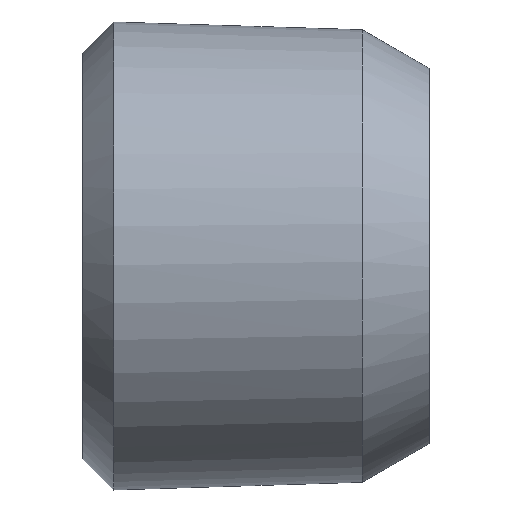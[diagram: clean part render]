
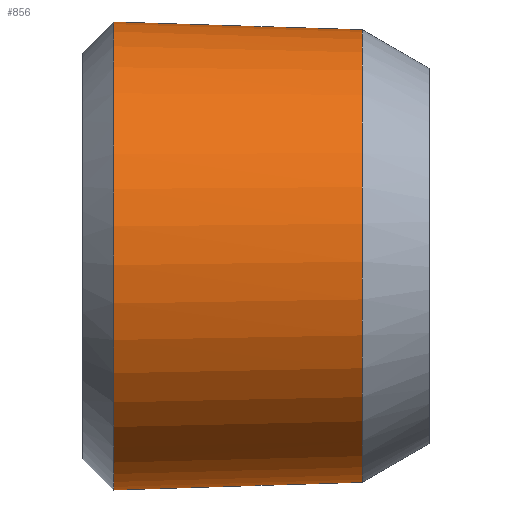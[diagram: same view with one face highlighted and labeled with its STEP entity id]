
A CAD part, left-side view. The second image highlights one B-rep face of the part: STEP entity #856.
In plain terms, the highlighted free-form (B-spline) face has degree [1, 3] with [2, 4] control points.
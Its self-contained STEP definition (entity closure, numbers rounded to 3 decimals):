
#36 = CARTESIAN_POINT ( 'NONE',  ( 0., 9.1, -6.744 ) ) ;
#136 = EDGE_CURVE ( 'NONE', #1125, #982, #1178, .T. ) ;
#169 =( BOUNDED_SURFACE ( )  B_SPLINE_SURFACE ( 1, 3, ( 
 ( #457, #1004, #359, #172 ),
 ( #352, #1010, #1020, #819 ) ),
 .UNSPECIFIED., .F., .F., .F. ) 
 B_SPLINE_SURFACE_WITH_KNOTS ( ( 2, 2 ),
 ( 4, 4 ),
 ( 0., 1. ),
 ( 0., 1. ),
 .UNSPECIFIED. ) 
 GEOMETRIC_REPRESENTATION_ITEM ( )  RATIONAL_B_SPLINE_SURFACE ( (
 ( 1., 0.333, 0.333, 1.),
 ( 1., 0.333, 0.333, 1.) ) ) 
 REPRESENTATION_ITEM ( '' )  SURFACE ( )  );
#172 = CARTESIAN_POINT ( 'NONE',  ( 0., 1.94, 6.52 ) ) ;
#180 = CARTESIAN_POINT ( 'NONE',  ( 0., 1.94, -6.52 ) ) ;
#252 = B_SPLINE_CURVE_WITH_KNOTS ( 'NONE', 1,
 ( #686, #775 ),
 .UNSPECIFIED., .F., .F.,
 ( 2, 2 ),
 ( -1., 0. ),
 .UNSPECIFIED. ) ;
#258 = CARTESIAN_POINT ( 'NONE',  ( -13.04, 1.94, 6.52 ) ) ;
#267 = ORIENTED_EDGE ( 'NONE', *, *, #1119, .F. ) ;
#302 = EDGE_CURVE ( 'NONE', #1125, #1036, #252, .T. ) ;
#336 = CARTESIAN_POINT ( 'NONE',  ( 0., 9.1, -6.744 ) ) ;
#352 = CARTESIAN_POINT ( 'NONE',  ( 0., 9.1, -6.744 ) ) ;
#359 = CARTESIAN_POINT ( 'NONE',  ( -13.04, 1.94, 6.52 ) ) ;
#448 = EDGE_CURVE ( 'NONE', #1036, #720, #1121, .T. ) ;
#457 = CARTESIAN_POINT ( 'NONE',  ( 0., 1.94, -6.52 ) ) ;
#524 = CARTESIAN_POINT ( 'NONE',  ( 0., 9.1, 6.744 ) ) ;
#545 = ORIENTED_EDGE ( 'NONE', *, *, #448, .F. ) ;
#582 = EDGE_LOOP ( 'NONE', ( #545, #1171, #1099, #267 ) ) ;
#611 = CARTESIAN_POINT ( 'NONE',  ( 0., 1.94, -6.52 ) ) ;
#633 = CARTESIAN_POINT ( 'NONE',  ( 0., 9.1, -6.744 ) ) ;
#686 = CARTESIAN_POINT ( 'NONE',  ( 0., 9.1, 6.744 ) ) ;
#705 = CARTESIAN_POINT ( 'NONE',  ( -13.488, 9.1, -6.744 ) ) ;
#720 = VERTEX_POINT ( 'NONE', #1170 ) ;
#737 = B_SPLINE_CURVE_WITH_KNOTS ( 'NONE', 1,
 ( #611, #633 ),
 .UNSPECIFIED., .F., .F.,
 ( 2, 2 ),
 ( -1., 0. ),
 .UNSPECIFIED. ) ;
#775 = CARTESIAN_POINT ( 'NONE',  ( 0., 1.94, 6.52 ) ) ;
#796 = CARTESIAN_POINT ( 'NONE',  ( 0., 1.94, 6.52 ) ) ;
#819 = CARTESIAN_POINT ( 'NONE',  ( 0., 9.1, 6.744 ) ) ;
#856 = ADVANCED_FACE ( 'NONE', ( #913 ), #169, .F. ) ;
#889 = CARTESIAN_POINT ( 'NONE',  ( 0., 9.1, 6.744 ) ) ;
#894 = CARTESIAN_POINT ( 'NONE',  ( -13.488, 9.1, 6.744 ) ) ;
#913 = FACE_OUTER_BOUND ( 'NONE', #582, .T. ) ;
#982 = VERTEX_POINT ( 'NONE', #36 ) ;
#1004 = CARTESIAN_POINT ( 'NONE',  ( -13.04, 1.94, -6.52 ) ) ;
#1010 = CARTESIAN_POINT ( 'NONE',  ( -13.488, 9.1, -6.744 ) ) ;
#1013 = CARTESIAN_POINT ( 'NONE',  ( -13.04, 1.94, -6.52 ) ) ;
#1020 = CARTESIAN_POINT ( 'NONE',  ( -13.488, 9.1, 6.744 ) ) ;
#1036 = VERTEX_POINT ( 'NONE', #796 ) ;
#1099 = ORIENTED_EDGE ( 'NONE', *, *, #136, .T. ) ;
#1119 = EDGE_CURVE ( 'NONE', #720, #982, #737, .T. ) ;
#1121 =( BOUNDED_CURVE ( )  B_SPLINE_CURVE ( 3, ( #1194, #258, #1013, #180 ),
 .UNSPECIFIED., .F., .F. ) 
 B_SPLINE_CURVE_WITH_KNOTS ( ( 4, 4 ),
 ( -3.142, 0. ),
 .UNSPECIFIED. ) 
 CURVE ( )  GEOMETRIC_REPRESENTATION_ITEM ( )  RATIONAL_B_SPLINE_CURVE ( ( 1., 0.333, 0.333, 1. ) ) 
 REPRESENTATION_ITEM ( '' )  );
#1125 = VERTEX_POINT ( 'NONE', #889 ) ;
#1170 = CARTESIAN_POINT ( 'NONE',  ( 0., 1.94, -6.52 ) ) ;
#1171 = ORIENTED_EDGE ( 'NONE', *, *, #302, .F. ) ;
#1178 =( BOUNDED_CURVE ( )  B_SPLINE_CURVE ( 3, ( #524, #894, #705, #336 ),
 .UNSPECIFIED., .F., .F. ) 
 B_SPLINE_CURVE_WITH_KNOTS ( ( 4, 4 ),
 ( -3.142, 0. ),
 .UNSPECIFIED. ) 
 CURVE ( )  GEOMETRIC_REPRESENTATION_ITEM ( )  RATIONAL_B_SPLINE_CURVE ( ( 1., 0.333, 0.333, 1. ) ) 
 REPRESENTATION_ITEM ( '' )  );
#1194 = CARTESIAN_POINT ( 'NONE',  ( 0., 1.94, 6.52 ) ) ;
